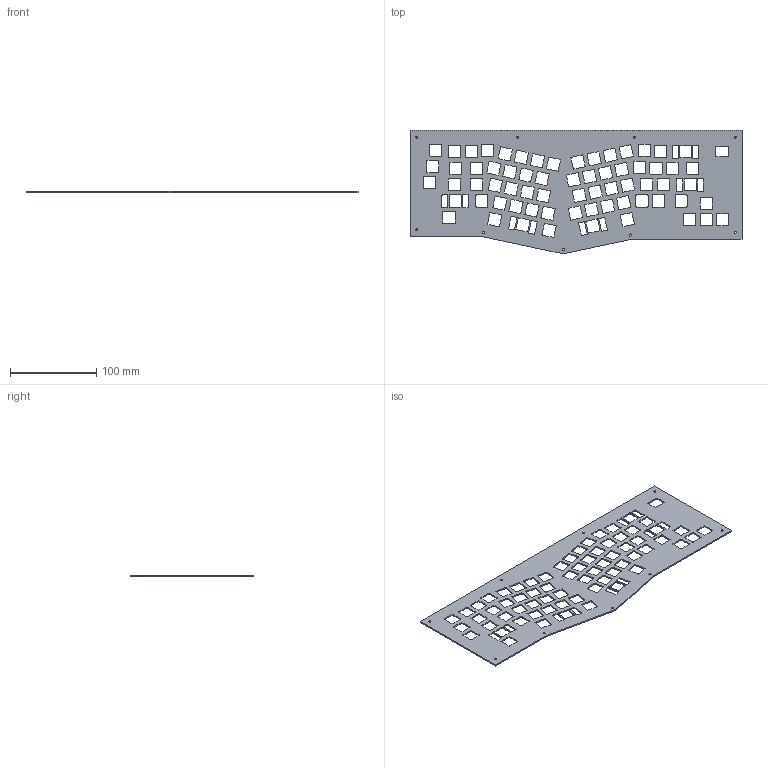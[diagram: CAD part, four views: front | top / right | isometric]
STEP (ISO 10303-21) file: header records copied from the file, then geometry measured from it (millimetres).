
FILE_DESCRIPTION(/* description */ (''),/* implementation_level */ '2;1');
FILE_NAME(/* name */ 'Plate.step',/* time_stamp */ '2025-07-22T15:39:51-07:00',/* author */ (''),/* organization */ (''),/* preprocessor_version */ 'ST-DEVELOPER v20.1',/* originating_system */ 'Autodesk Translation Framework v14.10.0.0',/* authorisation */ '');
FILE_SCHEMA (('AUTOMOTIVE_DESIGN { 1 0 10303 214 3 1 1 }'));
Length unit declared in the file: millimetre
Products named in the file (1): correct plate aliceboard
Bounding box: 385 x 143.28 x 1.5 mm (x, y, z)
Volume: 53054.1 mm3; surface area: 78651.7 mm2
Topology: 1 solids, 1 shells, 638 faces, 1908 edges, 1272 vertices
Faces by surface type: plane 321, cylinder 317
Full cylindrical faces by diameter (mm): 2.529 x9
Entity records: 22016 total; most frequent: DIRECTION 3820, CARTESIAN_POINT 3819, ORIENTED_EDGE 3816, EDGE_CURVE 1908, LINE 1274, VECTOR 1274, AXIS2_PLACEMENT_3D 1273, VERTEX_POINT 1272
